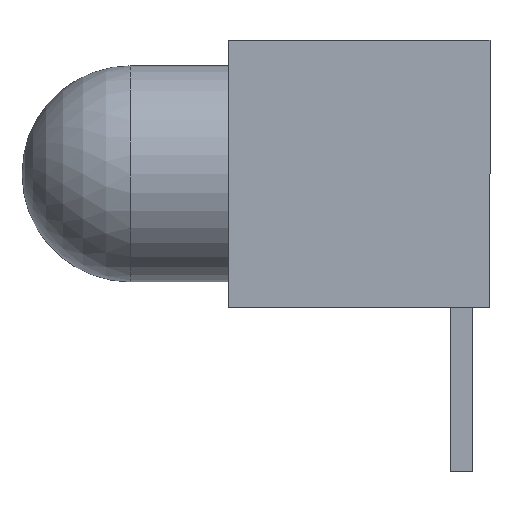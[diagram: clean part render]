
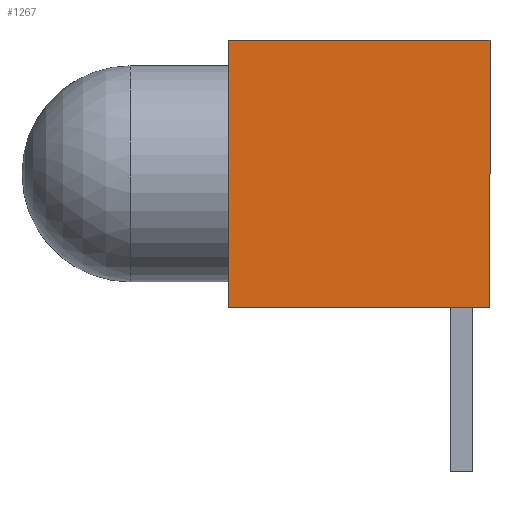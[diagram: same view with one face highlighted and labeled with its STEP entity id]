
A CAD part, front view. The second image highlights one B-rep face of the part: STEP entity #1267.
In plain terms, the highlighted planar face has unit normal (0, -1, 0).
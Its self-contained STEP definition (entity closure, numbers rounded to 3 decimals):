
#809=CARTESIAN_POINT('',(-5.207,-2.984,0.));
#810=VERTEX_POINT('',#809);
#817=CARTESIAN_POINT('',(-5.207,-2.984,5.969));
#818=VERTEX_POINT('',#817);
#819=CARTESIAN_POINT('',(-5.207,-2.984,0.));
#820=DIRECTION('',(0.0,0.0,1.0));
#821=VECTOR('',#820,5.969);
#822=LINE('',#819,#821);
#823=EDGE_CURVE('',#810,#818,#822,.T.);
#877=CARTESIAN_POINT('',(0.635,-2.984,5.969));
#878=VERTEX_POINT('',#877);
#879=CARTESIAN_POINT('',(-5.207,-2.984,5.969));
#880=DIRECTION('',(1.0,0.0,0.0));
#881=VECTOR('',#880,5.842);
#882=LINE('',#879,#881);
#883=EDGE_CURVE('',#818,#878,#882,.T.);
#1232=CARTESIAN_POINT('',(0.635,-2.984,0.));
#1233=VERTEX_POINT('',#1232);
#1240=CARTESIAN_POINT('',(0.635,-2.984,0.));
#1241=DIRECTION('',(-1.0,0.0,0.0));
#1242=VECTOR('',#1241,5.842);
#1243=LINE('',#1240,#1242);
#1244=EDGE_CURVE('',#1233,#810,#1243,.T.);
#1251=CARTESIAN_POINT('',(0.927,-2.984,-0.298));
#1252=DIRECTION('',(0.0,-1.0,0.0));
#1253=DIRECTION('',(1.0,0.0,0.0));
#1254=AXIS2_PLACEMENT_3D('',#1251,#1252,#1253);
#1255=PLANE('',#1254);
#1256=ORIENTED_EDGE('',*,*,#1244,.F.);
#1257=CARTESIAN_POINT('',(0.635,-2.984,5.969));
#1258=DIRECTION('',(0.0,0.0,-1.0));
#1259=VECTOR('',#1258,5.969);
#1260=LINE('',#1257,#1259);
#1261=EDGE_CURVE('',#878,#1233,#1260,.T.);
#1262=ORIENTED_EDGE('',*,*,#1261,.F.);
#1263=ORIENTED_EDGE('',*,*,#883,.F.);
#1264=ORIENTED_EDGE('',*,*,#823,.F.);
#1265=EDGE_LOOP('',(#1256,#1262,#1263,#1264));
#1266=FACE_OUTER_BOUND('',#1265,.T.);
#1267=ADVANCED_FACE('',(#1266),#1255,.T.);
